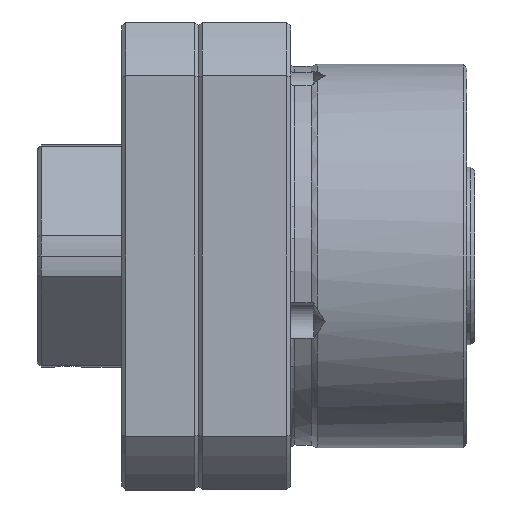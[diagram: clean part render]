
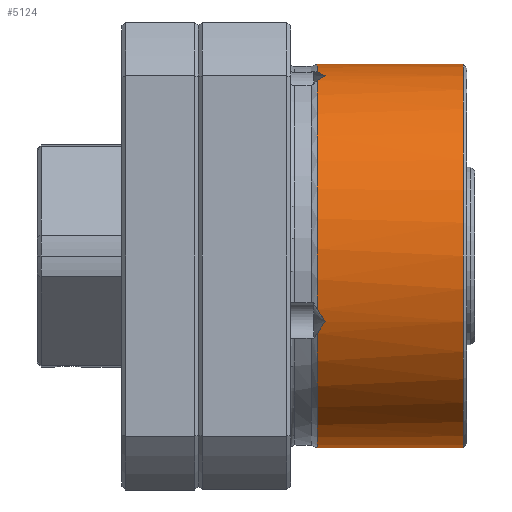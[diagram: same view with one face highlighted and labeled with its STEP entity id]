
A CAD part, front view. The second image highlights one B-rep face of the part: STEP entity #5124.
In plain terms, the highlighted cylindrical face has radius 25 mm (diameter 50 mm), a partial arc.
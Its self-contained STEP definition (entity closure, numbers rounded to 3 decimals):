
#72 = EDGE_CURVE ( 'NONE', #22396, #9915, #10162, .T. ) ;
#2274 = DIRECTION ( 'NONE',  ( -1., 0., 0. ) ) ;
#2275 = VECTOR ( 'NONE', #2274, 1000. ) ;
#2276 = CARTESIAN_POINT ( 'NONE',  ( -94.469, 0., 25. ) ) ;
#2277 = LINE ( 'NONE', #2276, #2275 ) ;
#3055 = CARTESIAN_POINT ( 'NONE',  ( 15.5, 0., -25. ) ) ;
#3064 = DIRECTION ( 'NONE',  ( -1., 0., 0. ) ) ;
#3065 = VECTOR ( 'NONE', #3064, 1000. ) ;
#3066 = CARTESIAN_POINT ( 'NONE',  ( -94.469, 0., -25. ) ) ;
#3067 = LINE ( 'NONE', #3066, #3065 ) ;
#3195 = CARTESIAN_POINT ( 'NONE',  ( 15.5, 0., 25. ) ) ;
#4779 = EDGE_LOOP ( 'NONE', ( #4814, #4792, #6490, #6493, #6488, #6482, #6475, #6477, #22133, #22134 ) ) ;
#4792 = ORIENTED_EDGE ( 'NONE', *, *, #6499, .T. ) ;
#4814 = ORIENTED_EDGE ( 'NONE', *, *, #22390, .F. ) ;
#5124 = ADVANCED_FACE ( 'NONE', ( #10954 ), #10948, .T. ) ;
#6475 = ORIENTED_EDGE ( 'NONE', *, *, #6504, .F. ) ;
#6477 = ORIENTED_EDGE ( 'NONE', *, *, #22148, .T. ) ;
#6481 = VERTEX_POINT ( 'NONE', #10980 ) ;
#6482 = ORIENTED_EDGE ( 'NONE', *, *, #6484, .T. ) ;
#6483 = EDGE_CURVE ( 'NONE', #6487, #6481, #10979, .T. ) ;
#6484 = EDGE_CURVE ( 'NONE', #6481, #6502, #11027, .T. ) ;
#6487 = VERTEX_POINT ( 'NONE', #11021 ) ;
#6488 = ORIENTED_EDGE ( 'NONE', *, *, #6483, .T. ) ;
#6490 = ORIENTED_EDGE ( 'NONE', *, *, #22341, .T. ) ;
#6493 = ORIENTED_EDGE ( 'NONE', *, *, #6495, .F. ) ;
#6495 = EDGE_CURVE ( 'NONE', #6487, #22462, #11011, .T. ) ;
#6499 = EDGE_CURVE ( 'NONE', #6668, #6673, #11049, .T. ) ;
#6502 = VERTEX_POINT ( 'NONE', #11043 ) ;
#6504 = EDGE_CURVE ( 'NONE', #6507, #6502, #11038, .T. ) ;
#6507 = VERTEX_POINT ( 'NONE', #11034 ) ;
#6668 = VERTEX_POINT ( 'NONE', #11380 ) ;
#6673 = VERTEX_POINT ( 'NONE', #11370 ) ;
#9911 = EDGE_CURVE ( 'NONE', #9925, #9915, #17303, .T. ) ;
#9915 = VERTEX_POINT ( 'NONE', #17363 ) ;
#9925 = VERTEX_POINT ( 'NONE', #17341 ) ;
#10159 = DIRECTION ( 'NONE',  ( 0., 0., 1. ) ) ;
#10160 = DIRECTION ( 'NONE',  ( -1., 0., 0. ) ) ;
#10161 = AXIS2_PLACEMENT_3D ( 'NONE', #10168, #10160, #10159 ) ;
#10162 = CIRCLE ( 'NONE', #10161, 25. ) ;
#10168 = CARTESIAN_POINT ( 'NONE',  ( 15.5, 0., 0. ) ) ;
#10948 = CYLINDRICAL_SURFACE ( 'NONE', #10949, 25. ) ;
#10949 = AXIS2_PLACEMENT_3D ( 'NONE', #11006, #11005, #11004 ) ;
#10954 = FACE_OUTER_BOUND ( 'NONE', #4779, .T. ) ;
#10979 = B_SPLINE_CURVE_WITH_KNOTS ( 'NONE', 3,
 ( #11031, #11030, #11029, #11028 ),
 .UNSPECIFIED., .F., .F.,
 ( 4, 4 ),
 ( 0.002, 0.004 ),
 .UNSPECIFIED. ) ;
#10980 = CARTESIAN_POINT ( 'NONE',  ( 16.502, -8.551, 23.492 ) ) ;
#11004 = DIRECTION ( 'NONE',  ( 0., 0., 1. ) ) ;
#11005 = DIRECTION ( 'NONE',  ( -1., 0., 0. ) ) ;
#11006 = CARTESIAN_POINT ( 'NONE',  ( -94.469, 0., 0. ) ) ;
#11007 = DIRECTION ( 'NONE',  ( 0., 0., 1. ) ) ;
#11008 = DIRECTION ( 'NONE',  ( -1., 0., 0. ) ) ;
#11009 = CARTESIAN_POINT ( 'NONE',  ( 15.5, 0., 0. ) ) ;
#11010 = AXIS2_PLACEMENT_3D ( 'NONE', #11009, #11008, #11007 ) ;
#11011 = CIRCLE ( 'NONE', #11010, 25. ) ;
#11021 = CARTESIAN_POINT ( 'NONE',  ( 15.5, -6.965, 24.01 ) ) ;
#11022 = CARTESIAN_POINT ( 'NONE',  ( 15.5, -10.098, 22.87 ) ) ;
#11023 = CARTESIAN_POINT ( 'NONE',  ( 15.834, -9.589, 23.094 ) ) ;
#11024 = CARTESIAN_POINT ( 'NONE',  ( 16.168, -9.073, 23.302 ) ) ;
#11025 = CARTESIAN_POINT ( 'NONE',  ( 16.502, -8.551, 23.492 ) ) ;
#11027 = B_SPLINE_CURVE_WITH_KNOTS ( 'NONE', 3,
 ( #11025, #11024, #11023, #11022 ),
 .UNSPECIFIED., .F., .F.,
 ( 4, 4 ),
 ( 0., 0.002 ),
 .UNSPECIFIED. ) ;
#11028 = CARTESIAN_POINT ( 'NONE',  ( 16.502, -8.551, 23.492 ) ) ;
#11029 = CARTESIAN_POINT ( 'NONE',  ( 16.168, -8.028, 23.682 ) ) ;
#11030 = CARTESIAN_POINT ( 'NONE',  ( 15.834, -7.499, 23.855 ) ) ;
#11031 = CARTESIAN_POINT ( 'NONE',  ( 15.5, -6.965, 24.01 ) ) ;
#11034 = CARTESIAN_POINT ( 'NONE',  ( 15.5, -24.01, -6.965 ) ) ;
#11035 = DIRECTION ( 'NONE',  ( 0., 0., 1. ) ) ;
#11036 = DIRECTION ( 'NONE',  ( -1., 0., 0. ) ) ;
#11037 = AXIS2_PLACEMENT_3D ( 'NONE', #11045, #11036, #11035 ) ;
#11038 = CIRCLE ( 'NONE', #11037, 25. ) ;
#11043 = CARTESIAN_POINT ( 'NONE',  ( 15.5, -10.098, 22.87 ) ) ;
#11045 = CARTESIAN_POINT ( 'NONE',  ( 15.5, 0., 0. ) ) ;
#11046 = DIRECTION ( 'NONE',  ( 0., 0., 1. ) ) ;
#11047 = DIRECTION ( 'NONE',  ( -1., 0., 0. ) ) ;
#11048 = AXIS2_PLACEMENT_3D ( 'NONE', #11054, #11047, #11046 ) ;
#11049 = CIRCLE ( 'NONE', #11048, 25. ) ;
#11054 = CARTESIAN_POINT ( 'NONE',  ( 34.5, 0., 0. ) ) ;
#11370 = CARTESIAN_POINT ( 'NONE',  ( 34.5, 0., 25. ) ) ;
#11380 = CARTESIAN_POINT ( 'NONE',  ( 34.5, 0., -25. ) ) ;
#17303 = B_SPLINE_CURVE_WITH_KNOTS ( 'NONE', 3,
 ( #17362, #17361, #17360, #17359 ),
 .UNSPECIFIED., .F., .F.,
 ( 4, 4 ),
 ( 0., 0.002 ),
 .UNSPECIFIED. ) ;
#17341 = CARTESIAN_POINT ( 'NONE',  ( 16.502, -23.492, -8.551 ) ) ;
#17359 = CARTESIAN_POINT ( 'NONE',  ( 15.5, -22.87, -10.098 ) ) ;
#17360 = CARTESIAN_POINT ( 'NONE',  ( 15.834, -23.094, -9.589 ) ) ;
#17361 = CARTESIAN_POINT ( 'NONE',  ( 16.168, -23.302, -9.073 ) ) ;
#17362 = CARTESIAN_POINT ( 'NONE',  ( 16.502, -23.492, -8.551 ) ) ;
#17363 = CARTESIAN_POINT ( 'NONE',  ( 15.5, -22.87, -10.098 ) ) ;
#17805 = B_SPLINE_CURVE_WITH_KNOTS ( 'NONE', 3,
 ( #17845, #17844, #17843, #17842 ),
 .UNSPECIFIED., .F., .F.,
 ( 4, 4 ),
 ( 0.002, 0.004 ),
 .UNSPECIFIED. ) ;
#17842 = CARTESIAN_POINT ( 'NONE',  ( 16.502, -23.492, -8.551 ) ) ;
#17843 = CARTESIAN_POINT ( 'NONE',  ( 16.168, -23.682, -8.028 ) ) ;
#17844 = CARTESIAN_POINT ( 'NONE',  ( 15.834, -23.855, -7.499 ) ) ;
#17845 = CARTESIAN_POINT ( 'NONE',  ( 15.5, -24.01, -6.965 ) ) ;
#22133 = ORIENTED_EDGE ( 'NONE', *, *, #9911, .T. ) ;
#22134 = ORIENTED_EDGE ( 'NONE', *, *, #72, .F. ) ;
#22148 = EDGE_CURVE ( 'NONE', #6507, #9925, #17805, .T. ) ;
#22341 = EDGE_CURVE ( 'NONE', #6673, #22462, #2277, .T. ) ;
#22390 = EDGE_CURVE ( 'NONE', #6668, #22396, #3067, .T. ) ;
#22396 = VERTEX_POINT ( 'NONE', #3055 ) ;
#22462 = VERTEX_POINT ( 'NONE', #3195 ) ;
